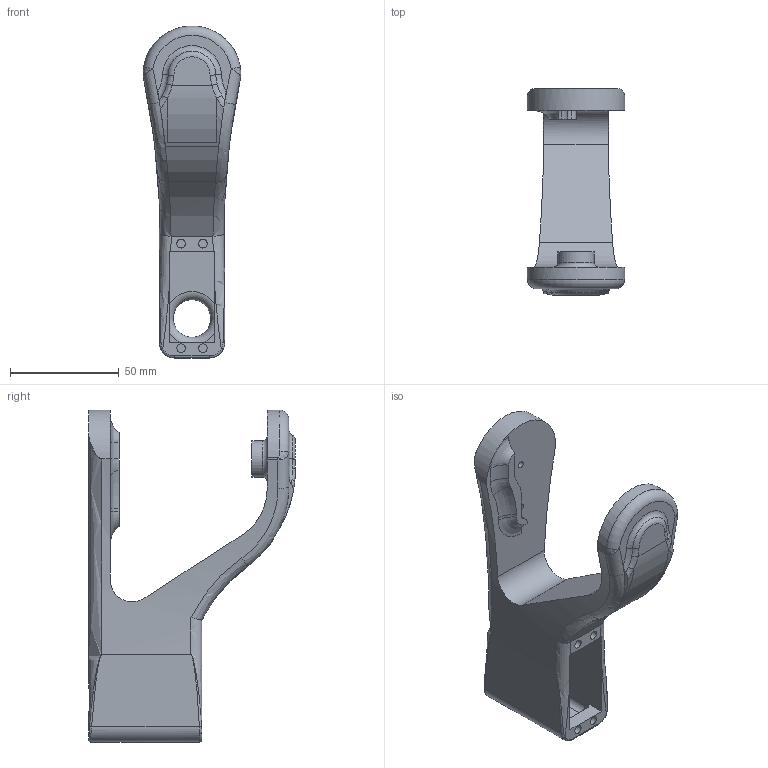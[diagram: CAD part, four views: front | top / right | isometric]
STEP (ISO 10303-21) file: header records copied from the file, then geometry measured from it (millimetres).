
FILE_DESCRIPTION(/* description */ (''),/* implementation_level */ '2;1');
FILE_NAME(/* name */ 'arm2_new.stp',/* time_stamp */ '2025-12-04T11:19:08+01:00',/* author */ ('Piter'),/* organization */ (''),/* preprocessor_version */ 'ST-DEVELOPER v20.1',/* originating_system */ 'Autodesk Inventor 2026',/* authorisation */ '');
FILE_SCHEMA (('AUTOMOTIVE_DESIGN { 1 0 10303 214 3 1 1 }'));
Length unit declared in the file: millimetre
Products named in the file (1): arm2_new
Bounding box: 45 x 95 x 152.5 mm (x, y, z)
Volume: 115122.2 mm3; surface area: 43480 mm2
Topology: 3 solids, 3 shells, 163 faces, 416 edges, 264 vertices
Faces by surface type: bspline 50, cylinder 47, plane 41, torus 25
Full cylindrical faces by diameter (mm): 3.1 x2, 4 x4, 6 x2, 13 x1, 16.9 x1, 17.2 x1, 26.1 x1
Entity records: 7680 total; most frequent: CARTESIAN_POINT 3959, ORIENTED_EDGE 832, DIRECTION 669, EDGE_CURVE 416, AXIS2_PLACEMENT_3D 274, VERTEX_POINT 264, EDGE_LOOP 176, FACE_OUTER_BOUND 163
